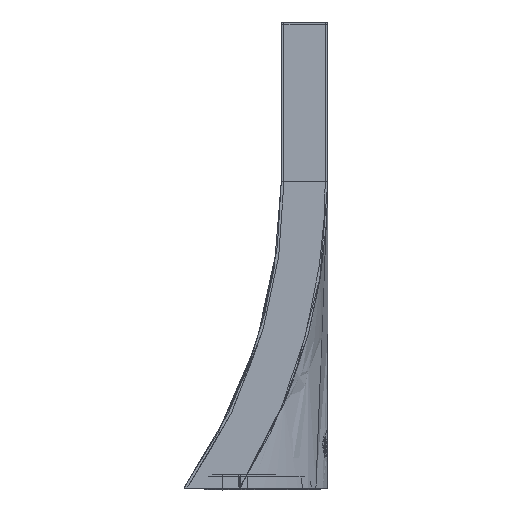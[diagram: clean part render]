
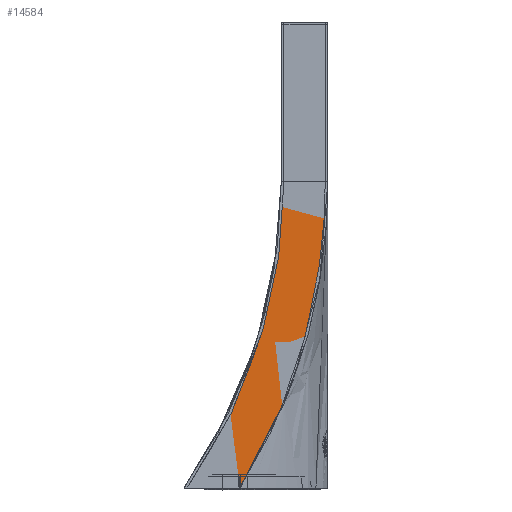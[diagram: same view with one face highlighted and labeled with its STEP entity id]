
A CAD part, left-side view. The second image highlights one B-rep face of the part: STEP entity #14584.
In plain terms, the highlighted free-form (B-spline) face has degree [3, 3] with [5, 4] control points.
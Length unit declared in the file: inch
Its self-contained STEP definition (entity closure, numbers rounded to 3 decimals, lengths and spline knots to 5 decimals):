
#10909=CARTESIAN_POINT('',(-0.81,-0.13015,0.));
#10911=CARTESIAN_POINT('',(-0.81,0.2643,0.));
#10912=CARTESIAN_POINT('',(-0.81,0.19757,
0.09519));
#10913=CARTESIAN_POINT('',(-0.81,0.0723,
0.29167));
#10914=CARTESIAN_POINT('',(-0.81,-0.08992,
0.60301));
#10915=CARTESIAN_POINT('',(-0.81,-0.22425,
0.92705));
#10916=CARTESIAN_POINT('',(-0.81,-0.3292,
1.2597));
#10917=CARTESIAN_POINT('',(-0.81,-0.40519,
1.60238));
#10918=CARTESIAN_POINT('',(-0.81,-0.45105,
1.95065));
#10919=CARTESIAN_POINT('',(-0.81,-0.46125,
2.18365));
#10920=CARTESIAN_POINT('',(-0.81,-0.46125,2.3));
#10922=CARTESIAN_POINT('',(-0.81,-0.13015,0.));
#10923=CARTESIAN_POINT('',(-0.81,-0.19398,0.10287));
#10924=CARTESIAN_POINT('',(-0.81,-0.30636,0.30363));
#10925=CARTESIAN_POINT('',(-0.81,-0.43601,0.58485));
#10926=CARTESIAN_POINT('',(-0.81,-0.53187,0.83777));
#10927=CARTESIAN_POINT('',(-0.81,-0.60454,1.07168));
#10928=CARTESIAN_POINT('',(-0.81,-0.6581,1.28395));
#10929=CARTESIAN_POINT('',(-0.81,-0.69699,1.47457));
#10930=CARTESIAN_POINT('',(-0.81,-0.72492,1.64618));
#10931=CARTESIAN_POINT('',(-0.81,-0.74473,1.80309));
#10932=CARTESIAN_POINT('',(-0.81,-0.7581,1.94675));
#10933=CARTESIAN_POINT('',(-0.81,-0.76631,2.07744));
#10934=CARTESIAN_POINT('',(-0.81,-0.7705,2.19558));
#10935=CARTESIAN_POINT('',(-0.81,-0.77125,2.26654));
#10936=CARTESIAN_POINT('',(-0.81,-0.77125,2.3));
#10938=DIRECTION('',(0.,1.,0.));
#10939=VECTOR('',#10938,0.39445);
#10940=CARTESIAN_POINT('',(-0.81,-0.13015,0.));
#10941=LINE('',#10940,#10939);
#10942=CARTESIAN_POINT('',(-0.81,0.2643,0.));
#13790=DIRECTION('',(0.,-1.,0.));
#13791=VECTOR('',#13790,0.31);
#13792=CARTESIAN_POINT('',(-0.81,-0.46125,2.3));
#13793=LINE('',#13792,#13791);
#13810=VERTEX_POINT('',#10942);
#13813=VERTEX_POINT('',#10920);
#13815=VERTEX_POINT('',#10909);
#13816=VERTEX_POINT('',#10936);
#14554=CARTESIAN_POINT('',(-0.81,-0.45371,2.34902));
#14555=CARTESIAN_POINT('',(-0.81,-0.56784,2.3489));
#14556=CARTESIAN_POINT('',(-0.81,-0.68203,2.34876));
#14557=CARTESIAN_POINT('',(-0.81,-0.79728,2.34847));
#14558=CARTESIAN_POINT('',(-0.81,-0.45933,1.92423));
#14559=CARTESIAN_POINT('',(-0.81,-0.57653,1.92511));
#14560=CARTESIAN_POINT('',(-0.81,-0.69327,1.92621));
#14561=CARTESIAN_POINT('',(-0.81,-0.80164,1.92843));
#14562=CARTESIAN_POINT('',(-0.81,-0.33355,1.07308));
#14563=CARTESIAN_POINT('',(-0.81,-0.45815,1.076));
#14564=CARTESIAN_POINT('',(-0.81,-0.58185,1.07967));
#14565=CARTESIAN_POINT('',(-0.81,-0.6879,1.08706));
#14566=CARTESIAN_POINT('',(-0.81,0.05298,0.3044));
#14567=CARTESIAN_POINT('',(-0.81,-0.08064,0.30618));
#14568=CARTESIAN_POINT('',(-0.81,-0.21392,0.30843));
#14569=CARTESIAN_POINT('',(-0.81,-0.33906,0.31304));
#14570=CARTESIAN_POINT('',(-0.81,0.30184,-0.0399));
#14571=CARTESIAN_POINT('',(-0.81,0.16392,-0.04013));
#14572=CARTESIAN_POINT('',(-0.81,0.02596,-0.04041));
#14573=CARTESIAN_POINT('',(-0.81,-0.11304,-0.041));
#14574=B_SPLINE_SURFACE_WITH_KNOTS('',3,3,((#14554,#14555,#14556,#14557),
(#14558,#14559,#14560,#14561),(#14562,#14563,#14564,#14565),(#14566,#14567,
#14568,#14569),(#14570,#14571,#14572,#14573)),.UNSPECIFIED.,.F.,.F.,.F.,(4,1,4),
(4,4),(-0.02,0.5,1.02),(0.37639,
0.46262),.UNSPECIFIED.);
#14576=ORIENTED_EDGE('',*,*,#14575,.T.);
#14578=ORIENTED_EDGE('',*,*,#14577,.T.);
#14579=ORIENTED_EDGE('',*,*,#14546,.F.);
#14581=ORIENTED_EDGE('',*,*,#14580,.T.);
#14582=EDGE_LOOP('',(#14576,#14578,#14579,#14581));
#14583=FACE_OUTER_BOUND('',#14582,.F.);
#14584=ADVANCED_FACE('',(#14583),#14574,.T.);
#10921=B_SPLINE_CURVE_WITH_KNOTS('',3,(#10911,#10912,#10913,#10914,#10915,
#10916,#10917,#10918,#10919,#10920),.UNSPECIFIED.,.F.,.F.,(4,1,1,1,1,1,1,4),(
0.,0.14286,0.28571,0.42857,0.57143,
0.71429,0.85714,1.),.UNSPECIFIED.);
#10937=B_SPLINE_CURVE_WITH_KNOTS('',3,(#10922,#10923,#10924,#10925,#10926,
#10927,#10928,#10929,#10930,#10931,#10932,#10933,#10934,#10935,#10936),
.UNSPECIFIED.,.F.,.F.,(4,1,1,1,1,1,1,1,1,1,1,1,4),(0.,0.08333,
0.16667,0.25,0.33333,0.41667,0.5,
0.58333,0.66667,0.75,0.83333,0.91667,
1.),.UNSPECIFIED.);
#14546=EDGE_CURVE('',#13815,#13816,#10937,.T.);
#14575=EDGE_CURVE('',#13810,#13813,#10921,.T.);
#14577=EDGE_CURVE('',#13813,#13816,#13793,.T.);
#14580=EDGE_CURVE('',#13815,#13810,#10941,.T.);
